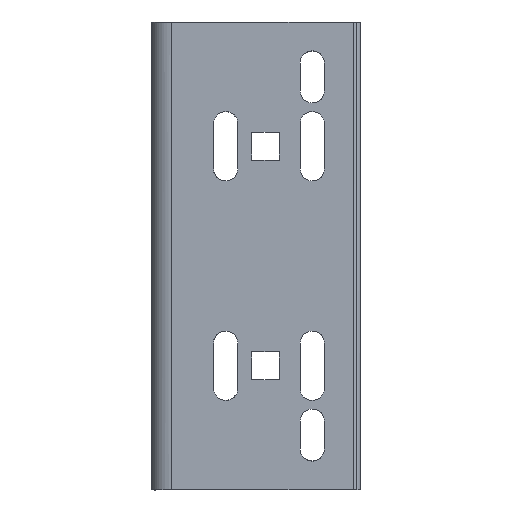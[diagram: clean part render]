
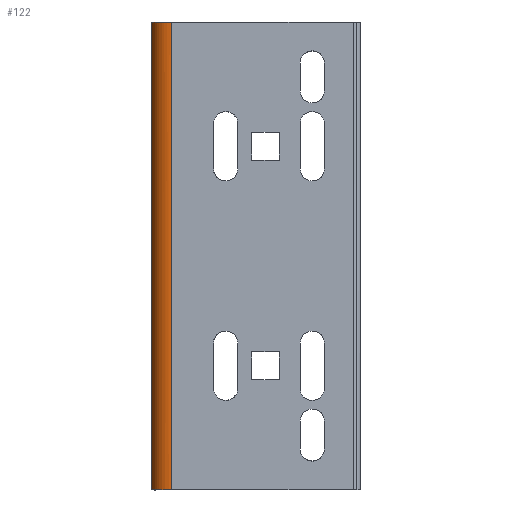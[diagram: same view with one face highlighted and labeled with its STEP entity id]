
A CAD part, left-side view. The second image highlights one B-rep face of the part: STEP entity #122.
In plain terms, the highlighted free-form (B-spline) face has degree [2, 1] with [9, 2] control points.
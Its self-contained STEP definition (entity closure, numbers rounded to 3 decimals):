
#122=ADVANCED_FACE('',(#344),#3899,.T.);
#344=FACE_OUTER_BOUND('',#644,.T.);
#644=EDGE_LOOP('',(#1315,#1316,#1317,#1318));
#1315=ORIENTED_EDGE('',*,*,#2390,.F.);
#1316=ORIENTED_EDGE('',*,*,#2393,.F.);
#1317=ORIENTED_EDGE('',*,*,#2394,.T.);
#1318=ORIENTED_EDGE('',*,*,#2395,.F.);
#2390=EDGE_CURVE('',#3777,#3624,#3350,.T.);
#2393=EDGE_CURVE('',#3776,#3777,#2886,.T.);
#2394=EDGE_CURVE('',#3776,#3625,#2887,.T.);
#2395=EDGE_CURVE('',#3624,#3625,#2888,.T.);
#2886=(
BOUNDED_CURVE()
B_SPLINE_CURVE(2,(#7243,#7244,#7245,#7246,#7247),.UNSPECIFIED.,.F.,.F.)
B_SPLINE_CURVE_WITH_KNOTS((3,2,3),(0.,9.425,18.85),
 .UNSPECIFIED.)
CURVE()
GEOMETRIC_REPRESENTATION_ITEM()
RATIONAL_B_SPLINE_CURVE((1.,0.707,1.,0.707,1.))
REPRESENTATION_ITEM('')
);
#2887=(
BOUNDED_CURVE()
B_SPLINE_CURVE(1,(#7248,#7249),.UNSPECIFIED.,.F.,.F.)
B_SPLINE_CURVE_WITH_KNOTS((2,2),(0.,135.),.UNSPECIFIED.)
CURVE()
GEOMETRIC_REPRESENTATION_ITEM()
RATIONAL_B_SPLINE_CURVE((1.,1.))
REPRESENTATION_ITEM('')
);
#2888=(
BOUNDED_CURVE()
B_SPLINE_CURVE(2,(#7250,#7251,#7252,#7253,#7254),.UNSPECIFIED.,.F.,.F.)
B_SPLINE_CURVE_WITH_KNOTS((3,2,3),(0.,9.425,18.85),
 .UNSPECIFIED.)
CURVE()
GEOMETRIC_REPRESENTATION_ITEM()
RATIONAL_B_SPLINE_CURVE((1.,0.707,1.,0.707,1.))
REPRESENTATION_ITEM('')
);
#3350=B_SPLINE_CURVE_WITH_KNOTS('',1,(#7237,#7238),.UNSPECIFIED.,.F.,.F.,
(2,2),(-135.,0.),.UNSPECIFIED.);
#3624=VERTEX_POINT('',#6372);
#3625=VERTEX_POINT('',#6373);
#3776=VERTEX_POINT('',#6524);
#3777=VERTEX_POINT('',#6525);
#3899=(
BOUNDED_SURFACE()
B_SPLINE_SURFACE(2,1,((#4472,#4473),(#4474,#4475),(#4476,#4477),(#4478,
#4479),(#4480,#4481),(#4482,#4483),(#4484,#4485),(#4486,#4487),(#4488,#4489)),
 .UNSPECIFIED.,.T.,.F.,.F.)
B_SPLINE_SURFACE_WITH_KNOTS((3,2,2,2,3),(2,2),(0.,1.571,3.142,
4.712,6.283),(0.,162.6),.UNSPECIFIED.)
GEOMETRIC_REPRESENTATION_ITEM()
RATIONAL_B_SPLINE_SURFACE(((1.,1.),(0.707,0.707),
(1.,1.),(0.707,0.707),(1.,1.),(0.707,
0.707),(1.,1.),(0.707,0.707),(1.,1.)))
REPRESENTATION_ITEM('')
SURFACE()
);
#4472=CARTESIAN_POINT('',(-294.,48.5,-81.3));
#4473=CARTESIAN_POINT('',(-294.,48.5,81.3));
#4474=CARTESIAN_POINT('',(-288.,48.5,-81.3));
#4475=CARTESIAN_POINT('',(-288.,48.5,81.3));
#4476=CARTESIAN_POINT('',(-288.,54.5,-81.3));
#4477=CARTESIAN_POINT('',(-288.,54.5,81.3));
#4478=CARTESIAN_POINT('',(-288.,60.5,-81.3));
#4479=CARTESIAN_POINT('',(-288.,60.5,81.3));
#4480=CARTESIAN_POINT('',(-294.,60.5,-81.3));
#4481=CARTESIAN_POINT('',(-294.,60.5,81.3));
#4482=CARTESIAN_POINT('',(-300.,60.5,-81.3));
#4483=CARTESIAN_POINT('',(-300.,60.5,81.3));
#4484=CARTESIAN_POINT('',(-300.,54.5,-81.3));
#4485=CARTESIAN_POINT('',(-300.,54.5,81.3));
#4486=CARTESIAN_POINT('',(-300.,48.5,-81.3));
#4487=CARTESIAN_POINT('',(-300.,48.5,81.3));
#4488=CARTESIAN_POINT('',(-294.,48.5,-81.3));
#4489=CARTESIAN_POINT('',(-294.,48.5,81.3));
#6372=CARTESIAN_POINT('',(-288.,54.5,67.5));
#6373=CARTESIAN_POINT('',(-300.,54.5,67.5));
#6524=CARTESIAN_POINT('',(-300.,54.5,-67.5));
#6525=CARTESIAN_POINT('',(-288.,54.5,-67.5));
#7237=CARTESIAN_POINT('',(-288.,54.5,-67.5));
#7238=CARTESIAN_POINT('',(-288.,54.5,67.5));
#7243=CARTESIAN_POINT('',(-300.,54.5,-67.5));
#7244=CARTESIAN_POINT('',(-300.,60.5,-67.5));
#7245=CARTESIAN_POINT('',(-294.,60.5,-67.5));
#7246=CARTESIAN_POINT('',(-288.,60.5,-67.5));
#7247=CARTESIAN_POINT('',(-288.,54.5,-67.5));
#7248=CARTESIAN_POINT('',(-300.,54.5,-67.5));
#7249=CARTESIAN_POINT('',(-300.,54.5,67.5));
#7250=CARTESIAN_POINT('',(-288.,54.5,67.5));
#7251=CARTESIAN_POINT('',(-288.,60.5,67.5));
#7252=CARTESIAN_POINT('',(-294.,60.5,67.5));
#7253=CARTESIAN_POINT('',(-300.,60.5,67.5));
#7254=CARTESIAN_POINT('',(-300.,54.5,67.5));
